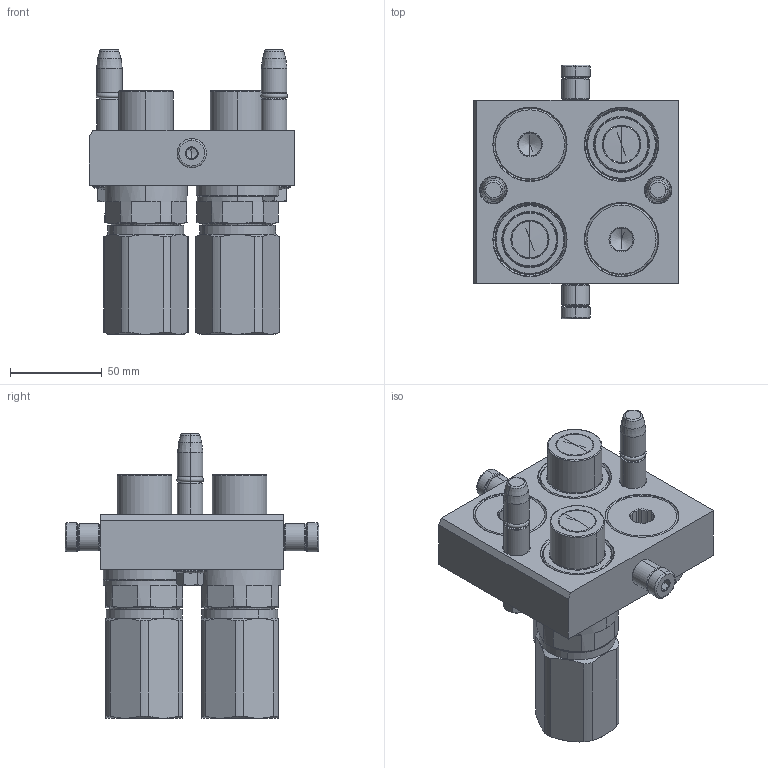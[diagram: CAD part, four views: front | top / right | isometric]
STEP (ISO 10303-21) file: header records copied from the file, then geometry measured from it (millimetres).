
FILE_DESCRIPTION (( 'STEP AP214' ), '1' );
FILE_NAME ('FASTER.step', '2022-05-09T10:29:21', ( '' ), ( '' ), 'SwSTEP 2.0', 'SolidWorks 2017', '' );
FILE_SCHEMA (( 'AUTOMOTIVE_DESIGN' ));
Length unit declared in the file: millimetre
Products named in the file (12): P412_M_BASE; 1540_080_0008_000; 3ffnp34_gas_m; TAPPO_34; or2_62x9_19_m; 4830_013_3000_030; FASTER; 4830_010_4000_000; et002; 4830_028_1000_011; 4830_021_0000_000
Assembly tree (18 placements, depth 3):
  FASTER
    P412_M_BASE
      4830_010_4000_000
      4830_021_0000_000  x2
      1540_080_0008_000  x2
      or2_62x9_19_m  x2
      4830_013_3000_030  x2
      4830_028_1000_011  x2
    TAPPO_34  x2
    3ffnp34_gas_m  x2
      3ffnp34_gas_m
    et002
Bounding box: 112.3 x 138.6 x 155.35 mm (x, y, z)
Volume: 89175.1 mm3; surface area: 132572.5 mm2
Topology: 7 solids, 42 shells, 1395 faces, 4073 edges, 2706 vertices
Faces by surface type: plane 767, cone 258, cylinder 246, torus 84, bspline 40
Entity records: 39796 total; most frequent: CARTESIAN_POINT 11181, ORIENTED_EDGE 5213, DIRECTION 4855, EDGE_CURVE 2808, LINE 1873, VECTOR 1873, VERTEX_POINT 1865, AXIS2_PLACEMENT_3D 1491
